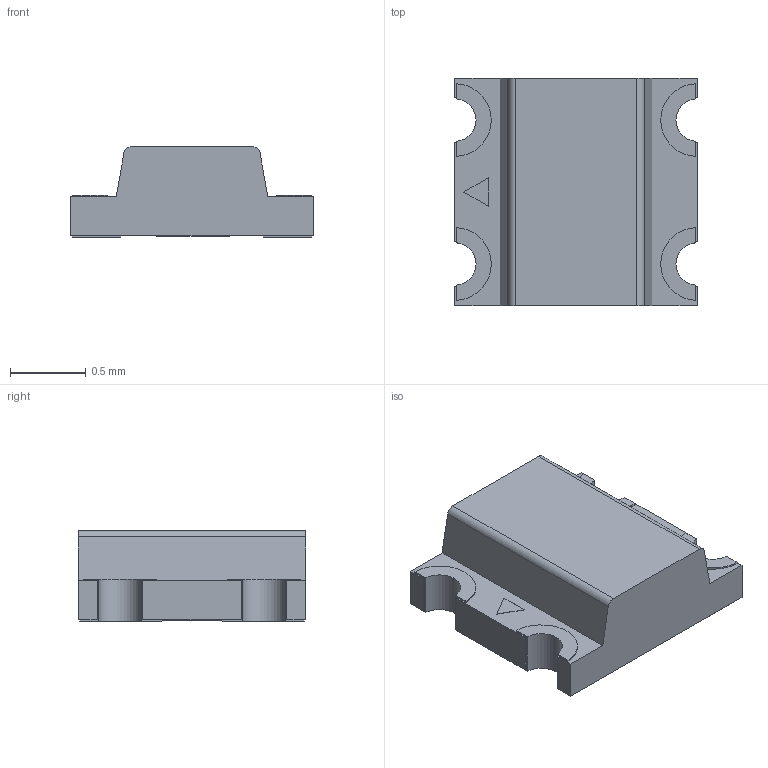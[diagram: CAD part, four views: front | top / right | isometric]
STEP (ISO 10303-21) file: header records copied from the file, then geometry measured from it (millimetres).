
FILE_DESCRIPTION (( 'STEP AP214' ), '1' );
FILE_NAME ('LED-SMD_4P-L1.6-W1.5-TL-B.STEP', '2025-11-18T01:30:57', ( '' ), ( '' ), 'SwSTEP 2.0', 'SolidWorks 2021', '' );
FILE_SCHEMA (( 'AUTOMOTIVE_DESIGN' ));
Length unit declared in the file: millimetre
Products named in the file (1): LED-SMD_4P-L1.6-W1.5-TL-B
Bounding box: 1.6 x 1.5 x 0.6 mm (x, y, z)
Volume: 1.1 mm3; surface area: 7.9 mm2
Topology: 1 solids, 1 shells, 301 faces, 834 edges, 556 vertices
Faces by surface type: plane 181, bspline 98, cylinder 22
Entity records: 13409 total; most frequent: CARTESIAN_POINT 2998, ORIENTED_EDGE 1668, DIRECTION 1086, EDGE_CURVE 834, LINE 590, VECTOR 590, VERTEX_POINT 556, EDGE_LOOP 322
